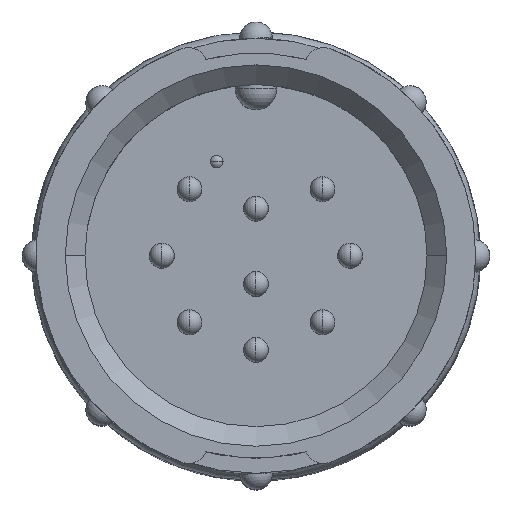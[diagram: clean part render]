
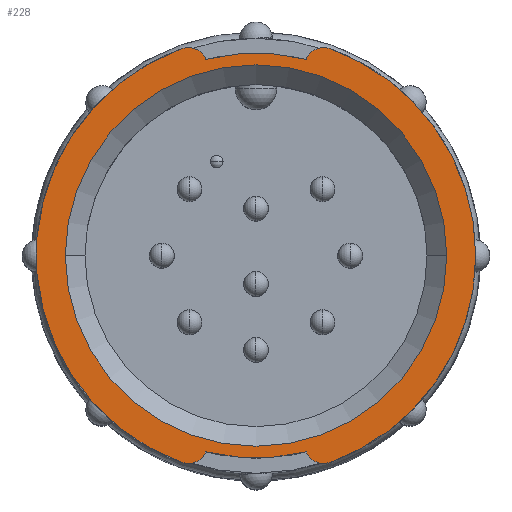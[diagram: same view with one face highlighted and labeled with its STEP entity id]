
A CAD part, top view. The second image highlights one B-rep face of the part: STEP entity #228.
In plain terms, the highlighted planar face has unit normal (0, 0, 1).
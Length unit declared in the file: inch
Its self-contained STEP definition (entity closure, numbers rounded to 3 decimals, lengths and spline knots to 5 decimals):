
#41 = VERTEX_POINT ( 'NONE', #4387 ) ;
#228 = ADVANCED_FACE ( 'NONE', ( #6234, #6235 ), #4919, .F. ) ;
#267 = AXIS2_PLACEMENT_3D ( 'NONE', #4920, #4921, #4922 ) ;
#663 = CARTESIAN_POINT ( 'NONE',  ( 0., 0., 0. ) ) ;
#664 = DIRECTION ( 'NONE',  ( 0., 0., 1. ) ) ;
#665 = DIRECTION ( 'NONE',  ( 1., 0., 0. ) ) ;
#666 = CARTESIAN_POINT ( 'NONE',  ( 0., 0., 0. ) ) ;
#667 = DIRECTION ( 'NONE',  ( 0., 0., 1. ) ) ;
#668 = DIRECTION ( 'NONE',  ( 1., 0., 0. ) ) ;
#669 = CARTESIAN_POINT ( 'NONE',  ( -0.10785, 0.30128, 0. ) ) ;
#670 = DIRECTION ( 'NONE',  ( 0., 0., -1. ) ) ;
#671 = DIRECTION ( 'NONE',  ( 1., 0., 0. ) ) ;
#741 = CARTESIAN_POINT ( 'NONE',  ( 0.10785, 0.30128, 0. ) ) ;
#742 = DIRECTION ( 'NONE',  ( 0., 0., -1. ) ) ;
#743 = DIRECTION ( 'NONE',  ( -1., 0., 0. ) ) ;
#744 = CARTESIAN_POINT ( 'NONE',  ( 0., 0., 0. ) ) ;
#745 = DIRECTION ( 'NONE',  ( 0., 0., -1. ) ) ;
#746 = DIRECTION ( 'NONE',  ( 1., 0., 0. ) ) ;
#773 = CARTESIAN_POINT ( 'NONE',  ( 0.10785, -0.30128, 0. ) ) ;
#774 = DIRECTION ( 'NONE',  ( 0., 0., -1. ) ) ;
#775 = DIRECTION ( 'NONE',  ( 1., 0., 0. ) ) ;
#792 = CARTESIAN_POINT ( 'NONE',  ( -0.10785, -0.30128, 0. ) ) ;
#793 = DIRECTION ( 'NONE',  ( 0., 0., -1. ) ) ;
#794 = DIRECTION ( 'NONE',  ( -1., 0., 0. ) ) ;
#868 = CARTESIAN_POINT ( 'NONE',  ( 0., 0., 0. ) ) ;
#869 = DIRECTION ( 'NONE',  ( 0., 0., 1. ) ) ;
#870 = DIRECTION ( 'NONE',  ( 1., 0., 0. ) ) ;
#962 = CARTESIAN_POINT ( 'NONE',  ( -0.30375, 0., 0. ) ) ;
#980 = CARTESIAN_POINT ( 'NONE',  ( 0.35, 0., 0. ) ) ;
#987 = CARTESIAN_POINT ( 'NONE',  ( -0.08, 0.31242, 0. ) ) ;
#1004 = CARTESIAN_POINT ( 'NONE',  ( 0.11796, -0.32952, 0. ) ) ;
#1046 = CARTESIAN_POINT ( 'NONE',  ( 0.30375, 0., 0. ) ) ;
#1058 = CARTESIAN_POINT ( 'NONE',  ( 0.08, 0.31242, 0. ) ) ;
#1632 = CIRCLE ( 'NONE', #1646, 0.3225 ) ;
#1646 = AXIS2_PLACEMENT_3D ( 'NONE', #3270, #3271, #3272 ) ;
#1679 = EDGE_CURVE ( 'NONE', #4190, #4274, #4049, .T. ) ;
#2330 = CARTESIAN_POINT ( 'NONE',  ( 0., 0., 0. ) ) ;
#2331 = DIRECTION ( 'NONE',  ( 0., 0., 1. ) ) ;
#2332 = DIRECTION ( 'NONE',  ( 1., 0., 0. ) ) ;
#3270 = CARTESIAN_POINT ( 'NONE',  ( 0., 0., 0. ) ) ;
#3271 = DIRECTION ( 'NONE',  ( 0., 0., -1. ) ) ;
#3272 = DIRECTION ( 'NONE',  ( 1., 0., 0. ) ) ;
#3296 = CARTESIAN_POINT ( 'NONE',  ( 0.08, -0.31242, 0. ) ) ;
#3301 = CARTESIAN_POINT ( 'NONE',  ( 0.11796, 0.32952, 0. ) ) ;
#3316 = CARTESIAN_POINT ( 'NONE',  ( -0.08, -0.31242, 0. ) ) ;
#3322 = CARTESIAN_POINT ( 'NONE',  ( -0.11796, 0.32952, 0. ) ) ;
#3755 = EDGE_CURVE ( 'NONE', #4274, #4190, #6865, .T. ) ;
#3758 = EDGE_CURVE ( 'NONE', #7510, #41, #6870, .T. ) ;
#3761 = EDGE_CURVE ( 'NONE', #7510, #4215, #6872, .T. ) ;
#3832 = EDGE_CURVE ( 'NONE', #4286, #7454, #6895, .T. ) ;
#3833 = EDGE_CURVE ( 'NONE', #7445, #7490, #6897, .T. ) ;
#3841 = EDGE_CURVE ( 'NONE', #4232, #7445, #6900, .T. ) ;
#3844 = EDGE_CURVE ( 'NONE', #7490, #41, #6905, .T. ) ;
#3864 = EDGE_CURVE ( 'NONE', #4208, #7454, #6915, .T. ) ;
#4036 = AXIS2_PLACEMENT_3D ( 'NONE', #5021, #5022, #5023 ) ;
#4049 = CIRCLE ( 'NONE', #4036, 0.30375 ) ;
#4190 = VERTEX_POINT ( 'NONE', #962 ) ;
#4208 = VERTEX_POINT ( 'NONE', #980 ) ;
#4215 = VERTEX_POINT ( 'NONE', #987 ) ;
#4232 = VERTEX_POINT ( 'NONE', #1004 ) ;
#4274 = VERTEX_POINT ( 'NONE', #1046 ) ;
#4286 = VERTEX_POINT ( 'NONE', #1058 ) ;
#4387 = CARTESIAN_POINT ( 'NONE',  ( -0.11796, -0.32952, 0. ) ) ;
#4919 = PLANE ( 'NONE',  #267 ) ;
#4920 = CARTESIAN_POINT ( 'NONE',  ( 0., 0.30375, 0. ) ) ;
#4921 = DIRECTION ( 'NONE',  ( 0., 0., -1. ) ) ;
#4922 = DIRECTION ( 'NONE',  ( -1., 0., 0. ) ) ;
#5021 = CARTESIAN_POINT ( 'NONE',  ( 0., 0., 0. ) ) ;
#5022 = DIRECTION ( 'NONE',  ( 0., 0., 1. ) ) ;
#5023 = DIRECTION ( 'NONE',  ( 1., 0., 0. ) ) ;
#5492 = ORIENTED_EDGE ( 'NONE', *, *, #3841, .F. ) ;
#5494 = ORIENTED_EDGE ( 'NONE', *, *, #3758, .T. ) ;
#5495 = ORIENTED_EDGE ( 'NONE', *, *, #3844, .F. ) ;
#5496 = ORIENTED_EDGE ( 'NONE', *, *, #3833, .F. ) ;
#5497 = ORIENTED_EDGE ( 'NONE', *, *, #6445, .T. ) ;
#5498 = ORIENTED_EDGE ( 'NONE', *, *, #3864, .T. ) ;
#5499 = ORIENTED_EDGE ( 'NONE', *, *, #3832, .F. ) ;
#5500 = ORIENTED_EDGE ( 'NONE', *, *, #6768, .F. ) ;
#5501 = ORIENTED_EDGE ( 'NONE', *, *, #3761, .F. ) ;
#5503 = ORIENTED_EDGE ( 'NONE', *, *, #3755, .F. ) ;
#5504 = ORIENTED_EDGE ( 'NONE', *, *, #1679, .F. ) ;
#6234 = FACE_OUTER_BOUND ( 'NONE', #7277, .T. ) ;
#6235 = FACE_BOUND ( 'NONE', #7318, .T. ) ;
#6445 = EDGE_CURVE ( 'NONE', #4232, #4208, #7167, .T. ) ;
#6768 = EDGE_CURVE ( 'NONE', #4215, #4286, #1632, .T. ) ;
#6865 = CIRCLE ( 'NONE', #6869, 0.30375 ) ;
#6869 = AXIS2_PLACEMENT_3D ( 'NONE', #663, #664, #665 ) ;
#6870 = CIRCLE ( 'NONE', #6871, 0.35 ) ;
#6871 = AXIS2_PLACEMENT_3D ( 'NONE', #666, #667, #668 ) ;
#6872 = CIRCLE ( 'NONE', #6873, 0.03 ) ;
#6873 = AXIS2_PLACEMENT_3D ( 'NONE', #669, #670, #671 ) ;
#6895 = CIRCLE ( 'NONE', #6896, 0.03 ) ;
#6896 = AXIS2_PLACEMENT_3D ( 'NONE', #741, #742, #743 ) ;
#6897 = CIRCLE ( 'NONE', #6898, 0.3225 ) ;
#6898 = AXIS2_PLACEMENT_3D ( 'NONE', #744, #745, #746 ) ;
#6900 = CIRCLE ( 'NONE', #6904, 0.03 ) ;
#6904 = AXIS2_PLACEMENT_3D ( 'NONE', #773, #774, #775 ) ;
#6905 = CIRCLE ( 'NONE', #6906, 0.03 ) ;
#6906 = AXIS2_PLACEMENT_3D ( 'NONE', #792, #793, #794 ) ;
#6915 = CIRCLE ( 'NONE', #6928, 0.35 ) ;
#6928 = AXIS2_PLACEMENT_3D ( 'NONE', #868, #869, #870 ) ;
#7167 = CIRCLE ( 'NONE', #7171, 0.35 ) ;
#7171 = AXIS2_PLACEMENT_3D ( 'NONE', #2330, #2331, #2332 ) ;
#7277 = EDGE_LOOP ( 'NONE', ( #5494, #5495, #5496, #5492, #5497, #5498, #5499, #5500, #5501 ) ) ;
#7318 = EDGE_LOOP ( 'NONE', ( #5503, #5504 ) ) ;
#7445 = VERTEX_POINT ( 'NONE', #3296 ) ;
#7454 = VERTEX_POINT ( 'NONE', #3301 ) ;
#7490 = VERTEX_POINT ( 'NONE', #3316 ) ;
#7510 = VERTEX_POINT ( 'NONE', #3322 ) ;
